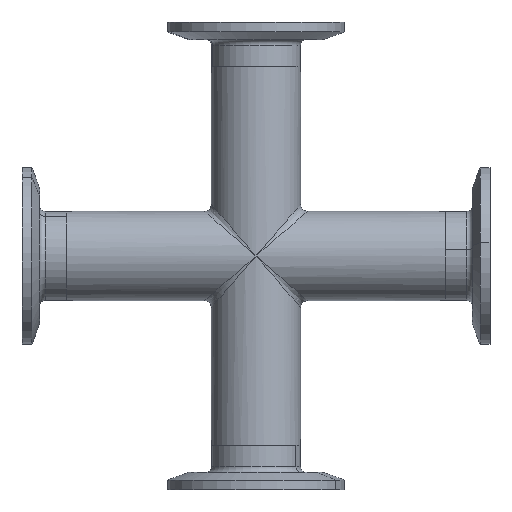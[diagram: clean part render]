
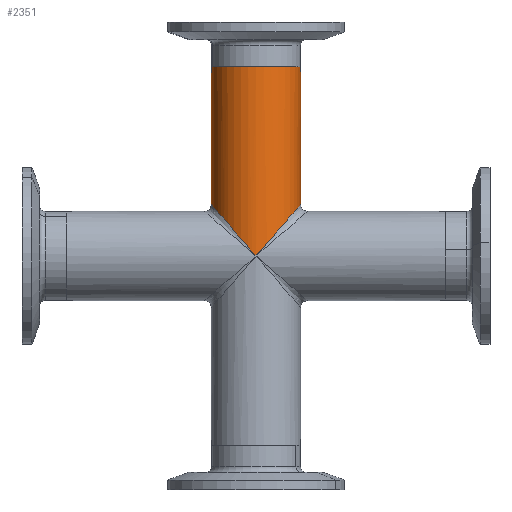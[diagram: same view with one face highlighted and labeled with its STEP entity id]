
A CAD part, front view. The second image highlights one B-rep face of the part: STEP entity #2351.
In plain terms, the highlighted cylindrical face has radius 12.7 mm (diameter 25.4 mm), a partial arc.
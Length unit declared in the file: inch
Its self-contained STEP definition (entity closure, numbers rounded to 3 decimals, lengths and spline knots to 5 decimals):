
#10 = DIRECTION ( 'NONE',  ( 0., 0., -1. ) ) ;
#42 = CARTESIAN_POINT ( 'NONE',  ( 0., -0.5, 0. ) ) ;
#49 = DIRECTION ( 'NONE',  ( -1., 0., 0. ) ) ;
#142 = LINE ( 'NONE', #572, #636 ) ;
#204 = EDGE_CURVE ( 'NONE', #1630, #1998, #822, .T. ) ;
#232 = CARTESIAN_POINT ( 'NONE',  ( 0.29289, -0.5, 0.33902 ) ) ;
#316 = EDGE_CURVE ( 'NONE', #1186, #2360, #142, .T. ) ;
#325 = VECTOR ( 'NONE', #1645, 39.37008 ) ;
#360 = ORIENTED_EDGE ( 'NONE', *, *, #204, .T. ) ;
#380 = FACE_OUTER_BOUND ( 'NONE', #873, .T. ) ;
#426 = DIRECTION ( 'NONE',  ( 1., 0., 0. ) ) ;
#496 = ORIENTED_EDGE ( 'NONE', *, *, #2175, .F. ) ;
#572 = CARTESIAN_POINT ( 'NONE',  ( -0.5, 0., 2.12598 ) ) ;
#585 = CARTESIAN_POINT ( 'NONE',  ( 0.5, 0., 0.57874 ) ) ;
#624 = CARTESIAN_POINT ( 'NONE',  ( 0., 0., 2.12598 ) ) ;
#636 = VECTOR ( 'NONE', #10, 39.37008 ) ;
#822 =( BOUNDED_CURVE ( )  B_SPLINE_CURVE ( 3, ( #42, #232, #951, #585 ),
 .UNSPECIFIED., .F., .F. ) 
 B_SPLINE_CURVE_WITH_KNOTS ( ( 4, 4 ),
 ( 1.5708, 3.14159 ),
 .UNSPECIFIED. ) 
 CURVE ( )  GEOMETRIC_REPRESENTATION_ITEM ( )  RATIONAL_B_SPLINE_CURVE ( ( 1., 0.805, 0.805, 1. ) ) 
 REPRESENTATION_ITEM ( '' )  );
#873 = EDGE_LOOP ( 'NONE', ( #496, #1697, #2142, #1963, #360 ) ) ;
#889 = EDGE_CURVE ( 'NONE', #1186, #1235, #1885, .T. ) ;
#951 = CARTESIAN_POINT ( 'NONE',  ( 0.5, -0.29289, 0.57874 ) ) ;
#952 = AXIS2_PLACEMENT_3D ( 'NONE', #1207, #2129, #49 ) ;
#962 = CARTESIAN_POINT ( 'NONE',  ( -0.5, -0.29289, 0.57874 ) ) ;
#964 = LINE ( 'NONE', #1080, #325 ) ;
#1080 = CARTESIAN_POINT ( 'NONE',  ( 0.5, 0., 2.12598 ) ) ;
#1186 = VERTEX_POINT ( 'NONE', #1924 ) ;
#1207 = CARTESIAN_POINT ( 'NONE',  ( 0., 0., 2.12598 ) ) ;
#1235 = VERTEX_POINT ( 'NONE', #1256 ) ;
#1256 = CARTESIAN_POINT ( 'NONE',  ( 0.5, 0., 2.12598 ) ) ;
#1339 =( BOUNDED_CURVE ( )  B_SPLINE_CURVE ( 3, ( #2125, #962, #2316, #2094 ),
 .UNSPECIFIED., .F., .F. ) 
 B_SPLINE_CURVE_WITH_KNOTS ( ( 4, 4 ),
 ( 0., 1.5708 ),
 .UNSPECIFIED. ) 
 CURVE ( )  GEOMETRIC_REPRESENTATION_ITEM ( )  RATIONAL_B_SPLINE_CURVE ( ( 1., 0.805, 0.805, 1. ) ) 
 REPRESENTATION_ITEM ( '' )  );
#1360 = CARTESIAN_POINT ( 'NONE',  ( -0.5, 0., 0.57874 ) ) ;
#1630 = VERTEX_POINT ( 'NONE', #2392 ) ;
#1645 = DIRECTION ( 'NONE',  ( 0., 0., -1. ) ) ;
#1697 = ORIENTED_EDGE ( 'NONE', *, *, #889, .F. ) ;
#1726 = DIRECTION ( 'NONE',  ( 0., 0., 1. ) ) ;
#1885 = CIRCLE ( 'NONE', #2375, 0.5 ) ;
#1913 = EDGE_CURVE ( 'NONE', #2360, #1630, #1339, .T. ) ;
#1924 = CARTESIAN_POINT ( 'NONE',  ( -0.5, 0., 2.12598 ) ) ;
#1947 = CARTESIAN_POINT ( 'NONE',  ( 0.5, 0., 0.57874 ) ) ;
#1963 = ORIENTED_EDGE ( 'NONE', *, *, #1913, .T. ) ;
#1998 = VERTEX_POINT ( 'NONE', #1947 ) ;
#2094 = CARTESIAN_POINT ( 'NONE',  ( 0., -0.5, 0. ) ) ;
#2125 = CARTESIAN_POINT ( 'NONE',  ( -0.5, 0., 0.57874 ) ) ;
#2129 = DIRECTION ( 'NONE',  ( 0., 0., -1. ) ) ;
#2142 = ORIENTED_EDGE ( 'NONE', *, *, #316, .T. ) ;
#2175 = EDGE_CURVE ( 'NONE', #1235, #1998, #964, .T. ) ;
#2316 = CARTESIAN_POINT ( 'NONE',  ( -0.29289, -0.5, 0.33902 ) ) ;
#2351 = ADVANCED_FACE ( 'NONE', ( #380 ), #2361, .T. ) ;
#2360 = VERTEX_POINT ( 'NONE', #1360 ) ;
#2361 = CYLINDRICAL_SURFACE ( 'NONE', #952, 0.5 ) ;
#2375 = AXIS2_PLACEMENT_3D ( 'NONE', #624, #1726, #426 ) ;
#2392 = CARTESIAN_POINT ( 'NONE',  ( 0., -0.5, 0. ) ) ;
